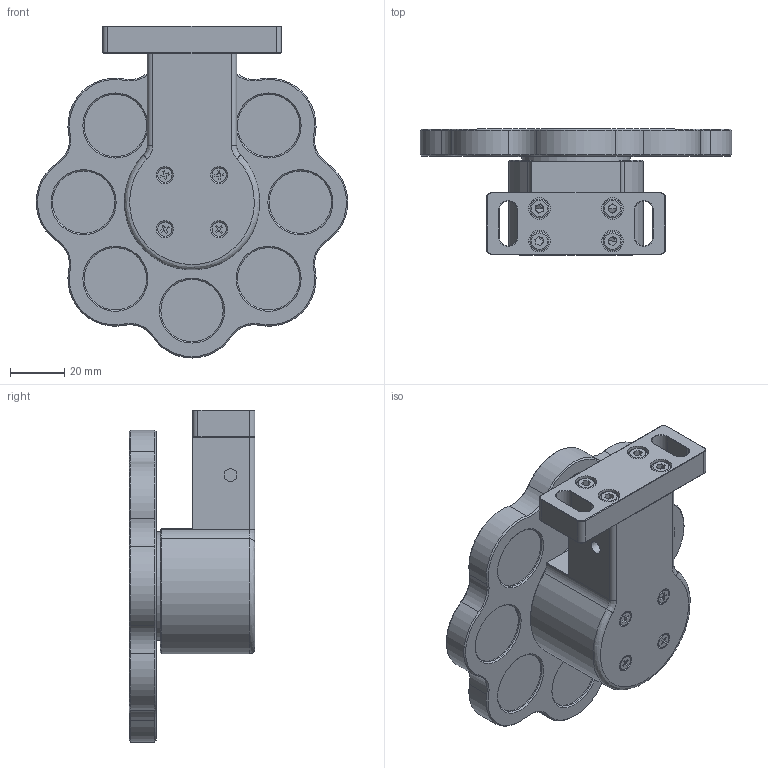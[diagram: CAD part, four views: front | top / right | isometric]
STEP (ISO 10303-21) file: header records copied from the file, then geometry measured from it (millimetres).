
FILE_DESCRIPTION (( 'STEP AP203' ), '1' );
FILE_NAME ('528354.STEP', '2024-04-10T01:47:04', ( 'Windows User' ), ( 'P R C' ), 'SwSTEP 2.0', 'SolidWorks 2020', '' );
FILE_SCHEMA (( 'CONFIG_CONTROL_DESIGN' ));
Length unit declared in the file: millimetre
Products named in the file (1): 528354
Bounding box: 115 x 46.4 x 122.5 mm (x, y, z)
Surface area: 48523.4 mm2 (no closed solid volume)
Topology: 0 solids, 43 shells, 473 faces, 1336 edges, 904 vertices
Faces by surface type: plane 260, cone 103, cylinder 99, torus 8, bspline 3
Full cylindrical faces by diameter (mm): 3.5 x2, 4.7 x1, 5.2 x4, 5.5 x4, 6.5 x4, 7 x2, 8 x4, 22 x8, 23 x8, 26 x8, 27 x4, 40 x1
Entity records: 19505 total; most frequent: CARTESIAN_POINT 7906, DIRECTION 2366, ORIENTED_EDGE 2158, EDGE_CURVE 1198, VERTEX_POINT 850, AXIS2_PLACEMENT_3D 834, LINE 698, VECTOR 698
